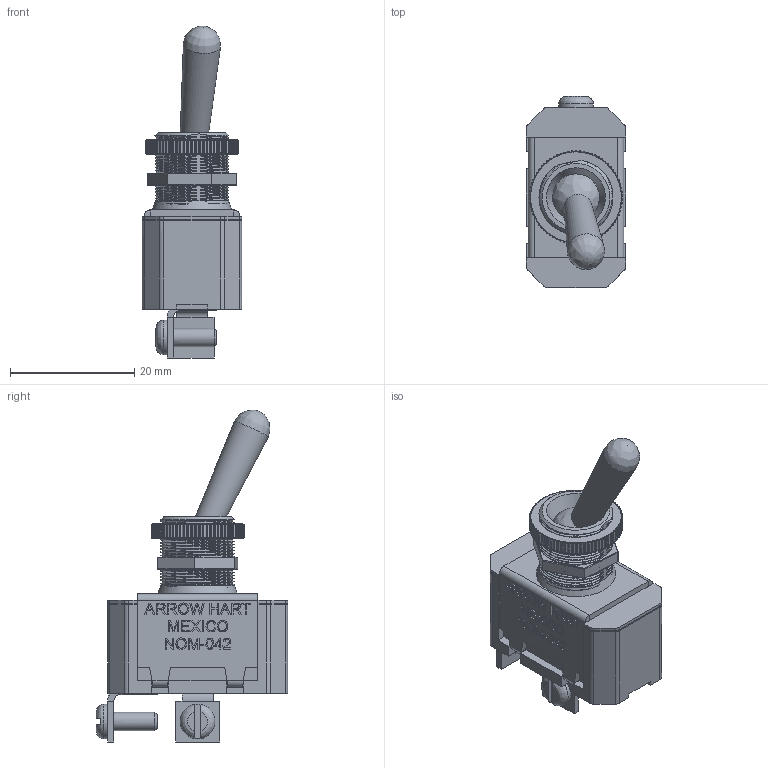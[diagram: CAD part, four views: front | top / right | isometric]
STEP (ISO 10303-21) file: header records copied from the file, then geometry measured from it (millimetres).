
FILE_DESCRIPTION(('FreeCAD Model'),'2;1');
FILE_NAME('Open CASCADE Shape Model','2025-05-04T13:56:37',('FreeCAD'),( 'FreeCAD'),'Open CASCADE STEP processor 7.6','FreeCAD','Unknown');
FILE_SCHEMA(('AUTOMOTIVE_DESIGN { 1 0 10303 214 1 1 1 1 }'));
Products named in the file (1): Open CASCADE STEP translator 7.6 1
Bounding box: 16 x 30.8 x 53.48 mm (x, y, z)
Volume: 5809 mm3; surface area: 9407.3 mm2
Topology: 12 solids, 12 shells, 2353 faces, 6581 edges, 4187 vertices
Faces by surface type: bspline 2353
Entity records: 105349 total; most frequent: CARTESIAN_POINT 67125, ORIENTED_EDGE 12866, EDGE_CURVE 6433, B_SPLINE_CURVE_WITH_KNOTS 5723, VERTEX_POINT 4187, FACE_BOUND 2462, EDGE_LOOP 2462, ADVANCED_FACE 2353
